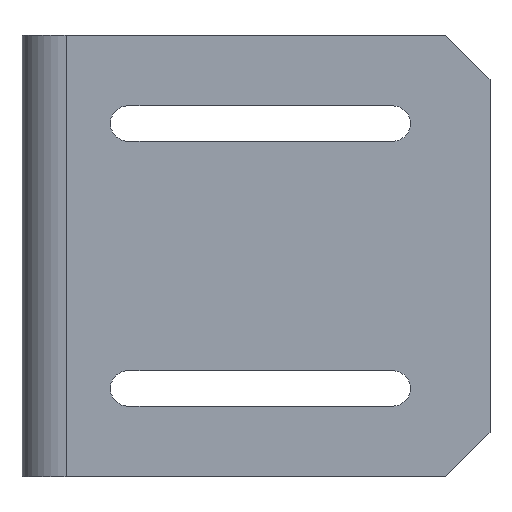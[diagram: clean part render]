
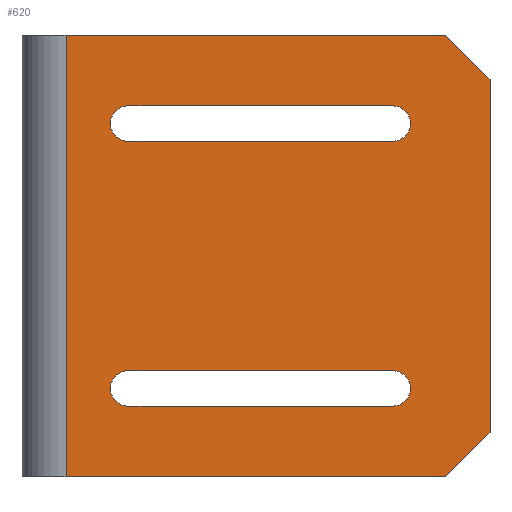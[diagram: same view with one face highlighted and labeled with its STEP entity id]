
A CAD part, front view. The second image highlights one B-rep face of the part: STEP entity #620.
In plain terms, the highlighted planar face has unit normal (0, -1, 0).
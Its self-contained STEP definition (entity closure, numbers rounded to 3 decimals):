
#27=FACE_BOUND('',#106,.T.);
#28=FACE_BOUND('',#107,.T.);
#33=PLANE('',#685);
#62=FACE_OUTER_BOUND('',#105,.T.);
#105=EDGE_LOOP('',(#506,#507,#508,#509,#510,#511));
#106=EDGE_LOOP('',(#512,#513,#514,#515));
#107=EDGE_LOOP('',(#516,#517,#518,#519));
#166=LINE('',#1002,#231);
#167=LINE('',#1007,#232);
#168=LINE('',#1009,#233);
#169=LINE('',#1010,#234);
#170=LINE('',#1012,#235);
#171=LINE('',#1013,#236);
#172=LINE('',#1015,#237);
#173=LINE('',#1017,#238);
#174=LINE('',#1020,#239);
#175=LINE('',#1022,#240);
#231=VECTOR('',#812,1000.);
#232=VECTOR('',#817,1000.);
#233=VECTOR('',#818,1000.);
#234=VECTOR('',#819,1000.);
#235=VECTOR('',#820,1000.);
#236=VECTOR('',#821,1000.);
#237=VECTOR('',#822,1000.);
#238=VECTOR('',#823,1000.);
#239=VECTOR('',#826,1000.);
#240=VECTOR('',#827,1000.);
#255=CIRCLE('',#653,2.);
#257=CIRCLE('',#656,2.);
#275=CIRCLE('',#686,2.);
#276=CIRCLE('',#687,2.);
#277=VERTEX_POINT('',#880);
#278=VERTEX_POINT('',#881);
#281=VERTEX_POINT('',#889);
#282=VERTEX_POINT('',#890);
#325=VERTEX_POINT('',#999);
#326=VERTEX_POINT('',#1001);
#327=VERTEX_POINT('',#1005);
#328=VERTEX_POINT('',#1006);
#329=VERTEX_POINT('',#1008);
#330=VERTEX_POINT('',#1011);
#331=VERTEX_POINT('',#1014);
#332=VERTEX_POINT('',#1016);
#333=VERTEX_POINT('',#1019);
#334=VERTEX_POINT('',#1021);
#335=EDGE_CURVE('',#277,#278,#255,.T.);
#339=EDGE_CURVE('',#281,#282,#257,.T.);
#395=EDGE_CURVE('',#326,#325,#166,.T.);
#397=EDGE_CURVE('',#327,#328,#167,.T.);
#398=EDGE_CURVE('',#327,#329,#168,.T.);
#399=EDGE_CURVE('',#326,#329,#169,.T.);
#400=EDGE_CURVE('',#325,#330,#170,.T.);
#401=EDGE_CURVE('',#330,#328,#171,.T.);
#402=EDGE_CURVE('',#331,#277,#172,.T.);
#403=EDGE_CURVE('',#278,#332,#173,.T.);
#404=EDGE_CURVE('',#332,#331,#275,.T.);
#405=EDGE_CURVE('',#333,#281,#174,.T.);
#406=EDGE_CURVE('',#282,#334,#175,.T.);
#407=EDGE_CURVE('',#334,#333,#276,.T.);
#506=ORIENTED_EDGE('',*,*,#397,.F.);
#507=ORIENTED_EDGE('',*,*,#398,.T.);
#508=ORIENTED_EDGE('',*,*,#399,.F.);
#509=ORIENTED_EDGE('',*,*,#395,.T.);
#510=ORIENTED_EDGE('',*,*,#400,.T.);
#511=ORIENTED_EDGE('',*,*,#401,.T.);
#512=ORIENTED_EDGE('',*,*,#402,.T.);
#513=ORIENTED_EDGE('',*,*,#335,.T.);
#514=ORIENTED_EDGE('',*,*,#403,.T.);
#515=ORIENTED_EDGE('',*,*,#404,.T.);
#516=ORIENTED_EDGE('',*,*,#405,.T.);
#517=ORIENTED_EDGE('',*,*,#339,.T.);
#518=ORIENTED_EDGE('',*,*,#406,.T.);
#519=ORIENTED_EDGE('',*,*,#407,.T.);
#620=ADVANCED_FACE('',(#62,#27,#28),#33,.F.);
#653=AXIS2_PLACEMENT_3D('',#882,#709,#710);
#656=AXIS2_PLACEMENT_3D('',#891,#717,#718);
#685=AXIS2_PLACEMENT_3D('',#1004,#815,#816);
#686=AXIS2_PLACEMENT_3D('',#1018,#824,#825);
#687=AXIS2_PLACEMENT_3D('',#1023,#828,#829);
#709=DIRECTION('center_axis',(0.,1.,0.));
#710=DIRECTION('ref_axis',(0.,0.,1.));
#717=DIRECTION('center_axis',(0.,1.,0.));
#718=DIRECTION('ref_axis',(0.,0.,1.));
#812=DIRECTION('',(0.,0.,-1.));
#815=DIRECTION('center_axis',(0.,1.,0.));
#816=DIRECTION('ref_axis',(0.,0.,1.));
#817=DIRECTION('',(0.,0.,-1.));
#818=DIRECTION('',(-0.707,0.,0.707));
#819=DIRECTION('',(1.,0.,0.));
#820=DIRECTION('',(1.,0.,0.));
#821=DIRECTION('',(0.707,0.,0.707));
#822=DIRECTION('',(-1.,0.,0.));
#823=DIRECTION('',(1.,0.,0.));
#824=DIRECTION('center_axis',(0.,1.,0.));
#825=DIRECTION('ref_axis',(0.,0.,1.));
#826=DIRECTION('',(-1.,0.,0.));
#827=DIRECTION('',(1.,0.,0.));
#828=DIRECTION('center_axis',(0.,1.,0.));
#829=DIRECTION('ref_axis',(0.,0.,1.));
#880=CARTESIAN_POINT('',(9.,-5.,8.));
#881=CARTESIAN_POINT('',(9.,-5.,12.));
#882=CARTESIAN_POINT('Origin',(9.,-5.,10.));
#889=CARTESIAN_POINT('',(9.,-5.,38.));
#890=CARTESIAN_POINT('',(9.,-5.,42.));
#891=CARTESIAN_POINT('Origin',(9.,-5.,40.));
#999=CARTESIAN_POINT('',(2.,-5.,0.));
#1001=CARTESIAN_POINT('',(2.,-5.,50.));
#1002=CARTESIAN_POINT('',(2.,-5.,50.));
#1004=CARTESIAN_POINT('Origin',(2.,-5.,50.));
#1005=CARTESIAN_POINT('',(50.,-5.,45.));
#1006=CARTESIAN_POINT('',(50.,-5.,5.));
#1007=CARTESIAN_POINT('',(50.,-5.,50.));
#1008=CARTESIAN_POINT('',(45.,-5.,50.));
#1009=CARTESIAN_POINT('',(45.,-5.,50.));
#1010=CARTESIAN_POINT('',(2.,-5.,50.));
#1011=CARTESIAN_POINT('',(45.,-5.,0.));
#1012=CARTESIAN_POINT('',(2.,-5.,0.));
#1013=CARTESIAN_POINT('',(50.,-5.,5.));
#1014=CARTESIAN_POINT('',(39.,-5.,8.));
#1015=CARTESIAN_POINT('',(2.,-5.,8.));
#1016=CARTESIAN_POINT('',(39.,-5.,12.));
#1017=CARTESIAN_POINT('',(2.,-5.,12.));
#1018=CARTESIAN_POINT('Origin',(39.,-5.,10.));
#1019=CARTESIAN_POINT('',(39.,-5.,38.));
#1020=CARTESIAN_POINT('',(2.,-5.,38.));
#1021=CARTESIAN_POINT('',(39.,-5.,42.));
#1022=CARTESIAN_POINT('',(2.,-5.,42.));
#1023=CARTESIAN_POINT('Origin',(39.,-5.,40.));
